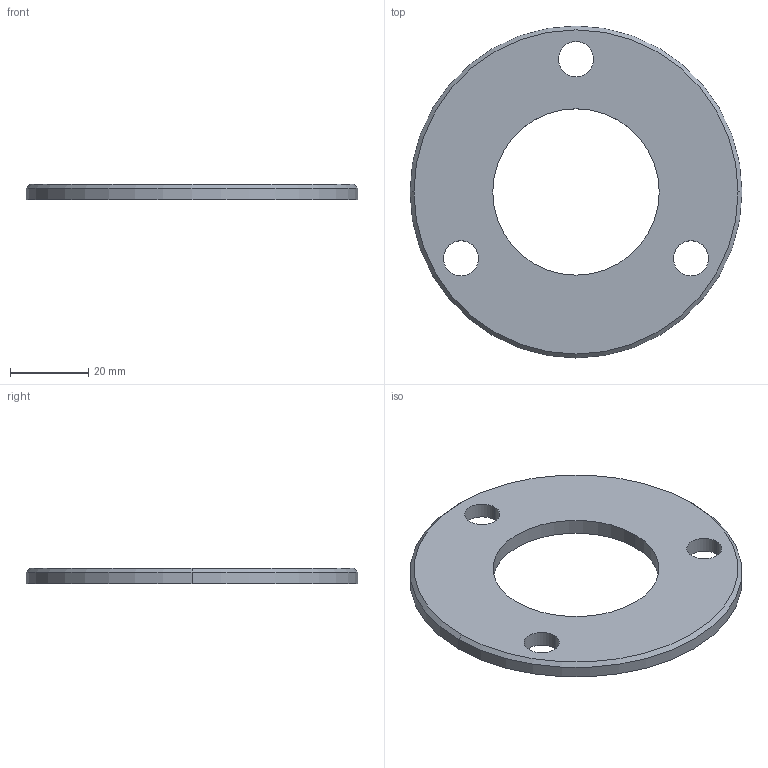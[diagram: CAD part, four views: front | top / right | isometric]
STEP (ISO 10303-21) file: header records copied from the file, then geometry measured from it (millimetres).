
FILE_DESCRIPTION (( 'STEP AP214' ), '1' );
FILE_NAME ('A6_85x42x4-N.STEP', '2022-04-22T12:46:23', ( '' ), ( '' ), 'SwSTEP 2.0', 'SolidWorks 2019', '' );
FILE_SCHEMA (( 'AUTOMOTIVE_DESIGN' ));
Length unit declared in the file: millimetre
Products named in the file (1): A6_85x42x4-N
Bounding box: 85 x 85 x 4 mm (x, y, z)
Volume: 16100.9 mm3; surface area: 9901.7 mm2
Topology: 1 solids, 1 shells, 14 faces, 34 edges, 22 vertices
Faces by surface type: cylinder 10, cone 2, plane 2
Entity records: 474 total; most frequent: DIRECTION 86, CARTESIAN_POINT 71, ORIENTED_EDGE 68, AXIS2_PLACEMENT_3D 37, EDGE_CURVE 34, VERTEX_POINT 22, EDGE_LOOP 22, CIRCLE 22
